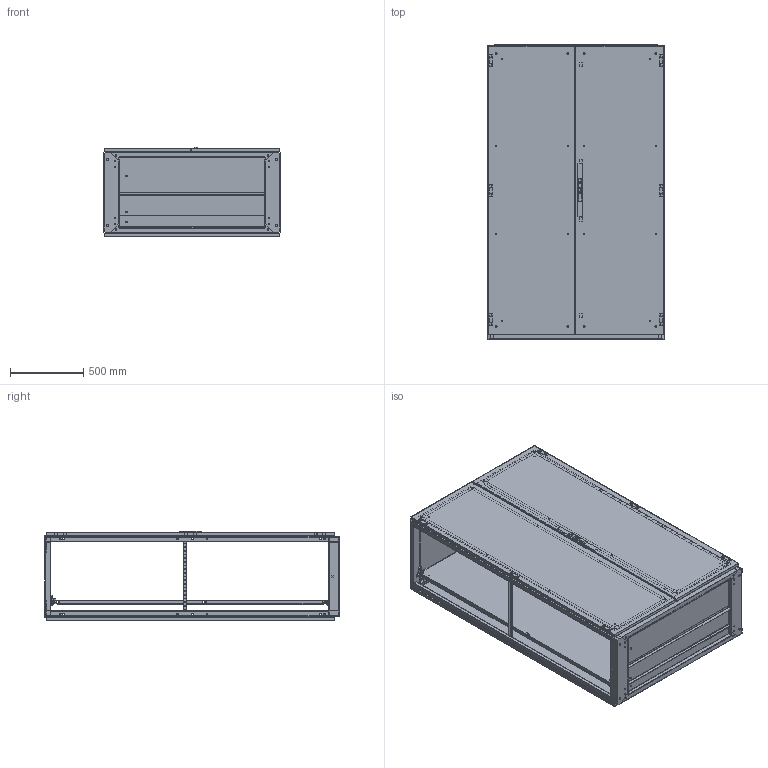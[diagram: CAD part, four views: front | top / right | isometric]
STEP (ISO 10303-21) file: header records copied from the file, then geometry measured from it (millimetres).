
FILE_DESCRIPTION (( 'STEP AP214' ), '1' );
FILE_NAME ('0395-1220-60-17.STEP', '2014-12-03T07:06:11', ( '' ), ( '' ), 'SwSTEP 2.0', 'SolidWorks 2014', '' );
FILE_SCHEMA (( 'AUTOMOTIVE_DESIGN' ));
Length unit declared in the file: millimetre
Products named in the file (20): Schrankgrundgestell 0395 (Modell) B 1200 H 2000 T 600; Strebe rechts vorne-hinten 0395 (Modell) H 2000; Tuere LP 0395 (Modell) B 1200 H 2000; Tuere GG 0395 (Modell) B 1200 H 2000; Strebe links vorne-hinten 0395 (Modell) H 2000; Montageplatte kpl 0348 (Modell) B 1200 H 2000; Dach 0395 (Modell) B 1200 T 600; Arretierwinkel kpl rechts (Modell) 1200; Bodenblech 0395 (Modell) B 1200 T 600; Arretierwinkel kpl links (Modell) 1200; Rasthalterung kpl rechts (Modell) 1200; 0395-1220-60-17; Rasthalterung kpl links (Modell) 1200; Montageplatte 0348 (Modell) B 1200 H 2000; Tiefenstrebe 0396 (Modell) T 600; Bodenplatte vorne 0395 (Modell) B 1200 T 600; Bodenplatte mitte 0395 (Modell) B 1200 T 600; Bodenplatte hinten 0395 (Modell) B 1200; Rueckwand 0395 (Modell) B 1200 H 2000; Dachplatte 0395 (Modell) B 1200 T 600
Assembly tree (22 placements, depth 3):
  0395-1220-60-17
    Schrankgrundgestell 0395 (Modell) B 1200 H 2000 T 600
      Bodenblech 0395 (Modell) B 1200 T 600
      Dach 0395 (Modell) B 1200 T 600
      Strebe links vorne-hinten 0395 (Modell) H 2000  x2
      Strebe rechts vorne-hinten 0395 (Modell) H 2000  x2
    Dachplatte 0395 (Modell) B 1200 T 600
    Rueckwand 0395 (Modell) B 1200 H 2000
    Bodenplatte hinten 0395 (Modell) B 1200
    Bodenplatte mitte 0395 (Modell) B 1200 T 600
    Bodenplatte vorne 0395 (Modell) B 1200 T 600
    Tiefenstrebe 0396 (Modell) T 600  x2
    Montageplatte kpl 0348 (Modell) B 1200 H 2000
      Montageplatte 0348 (Modell) B 1200 H 2000
      Rasthalterung kpl links (Modell) 1200
      Rasthalterung kpl rechts (Modell) 1200
      Arretierwinkel kpl links (Modell) 1200
      Arretierwinkel kpl rechts (Modell) 1200
    Tuere GG 0395 (Modell) B 1200 H 2000
    Tuere LP 0395 (Modell) B 1200 H 2000
Bounding box: 1200 x 2007.6 x 608.5 mm (x, y, z)
Volume: 24625838 mm3; surface area: 23594704.1 mm2
Topology: 36 solids, 38 shells, 4045 faces, 10819 edges, 7156 vertices
Faces by surface type: plane 2036, cylinder 1889, cone 120
Entity records: 153659 total; most frequent: DIRECTION 21451, CARTESIAN_POINT 21296, ORIENTED_EDGE 20356, EDGE_CURVE 10178, AXIS2_PLACEMENT_3D 7577, VERTEX_POINT 6730, LINE 6297, VECTOR 6297
